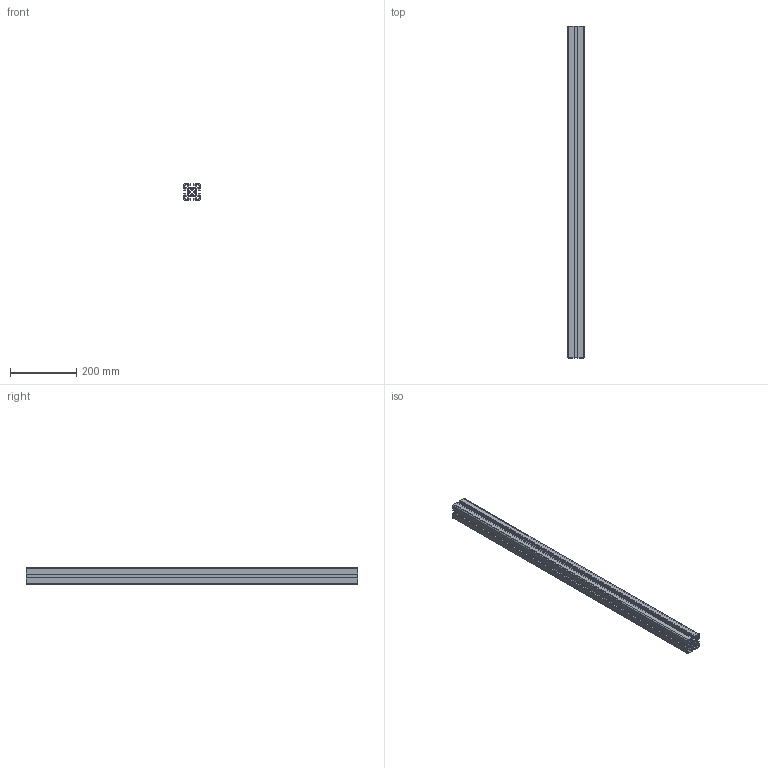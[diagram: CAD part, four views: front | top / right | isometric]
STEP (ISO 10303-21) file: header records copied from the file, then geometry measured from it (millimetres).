
FILE_DESCRIPTION(('STEP AP203'),'1');
FILE_NAME('BASE10B0071.stp','2023-10-13T09:46:20',(' '),(' '),'Spatial InterOp 3D',' ',' ');
FILE_SCHEMA(('CONFIG_CONTROL_DESIGN'));
Length unit declared in the file: millimetre
Products named in the file (1): Profilé 10 50x50 léger
Bounding box: 50 x 1000 x 50 mm (x, y, z)
Volume: 929895.2 mm3; surface area: 723892.5 mm2
Topology: 1 solids, 1 shells, 177 faces, 525 edges, 350 vertices
Faces by surface type: plane 133, cylinder 44
Entity records: 6029 total; most frequent: CARTESIAN_POINT 1053, ORIENTED_EDGE 1050, DIRECTION 969, EDGE_CURVE 525, LINE 437, VECTOR 437, VERTEX_POINT 350, AXIS2_PLACEMENT_3D 266
